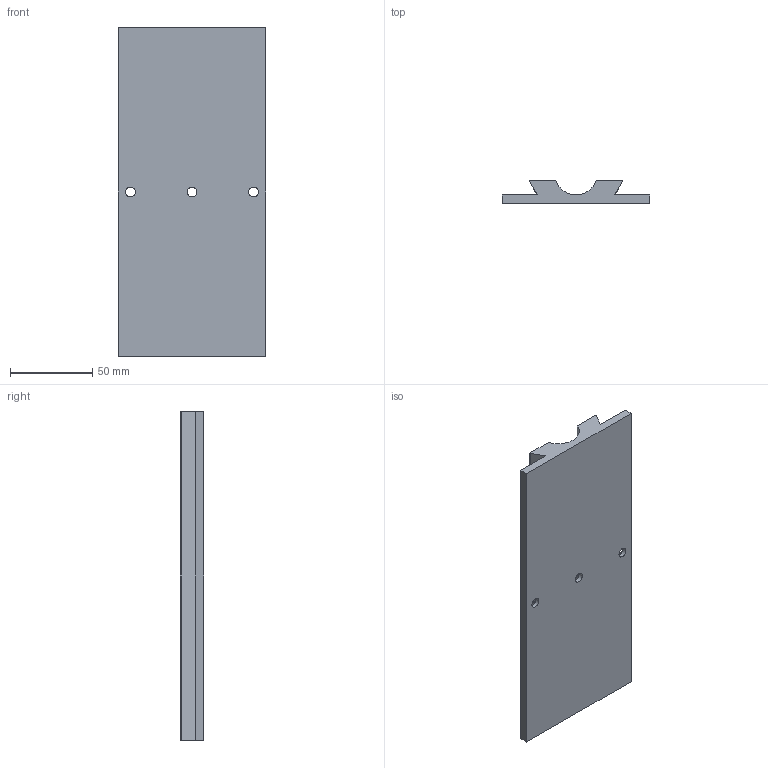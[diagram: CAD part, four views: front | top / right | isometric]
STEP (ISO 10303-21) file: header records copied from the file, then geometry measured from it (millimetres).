
FILE_DESCRIPTION(('FreeCAD Model'),'2;1');
FILE_NAME('Open CASCADE Shape Model','2024-11-22T14:46:43',(''),(''), 'Open CASCADE STEP processor 7.6','FreeCAD','Unknown');
FILE_SCHEMA(('AUTOMOTIVE_DESIGN { 1 0 10303 214 1 1 1 1 }'));
Length unit declared in the file: millimetre
Products named in the file (1): Body
Bounding box: 90 x 14 x 200 mm (x, y, z)
Volume: 150511.3 mm3; surface area: 47259.3 mm2
Topology: 1 solids, 1 shells, 20 faces, 51 edges, 33 vertices
Faces by surface type: plane 13, cylinder 4, cone 2, bspline 1
Full cylindrical faces by diameter (mm): 6 x3
Entity records: 943 total; most frequent: CARTESIAN_POINT 423, ORIENTED_EDGE 102, DIRECTION 97, EDGE_CURVE 51, LINE 39, VECTOR 39, VERTEX_POINT 33, AXIS2_PLACEMENT_3D 29
